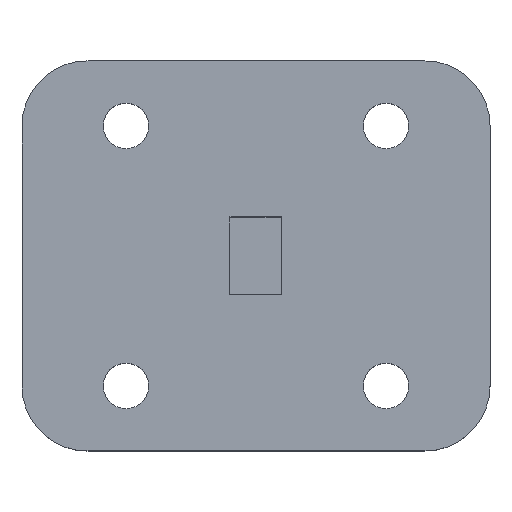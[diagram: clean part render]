
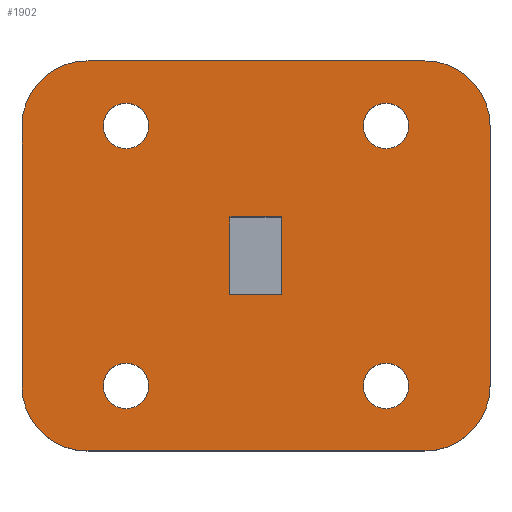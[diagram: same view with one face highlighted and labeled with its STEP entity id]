
A CAD part, top view. The second image highlights one B-rep face of the part: STEP entity #1902.
In plain terms, the highlighted planar face has unit normal (0, 0, 1).
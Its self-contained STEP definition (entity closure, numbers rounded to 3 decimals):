
#81=FACE_BOUND('',#225,.T.);
#82=FACE_BOUND('',#226,.T.);
#83=FACE_BOUND('',#227,.T.);
#84=FACE_BOUND('',#228,.T.);
#85=FACE_BOUND('',#229,.T.);
#112=FACE_OUTER_BOUND('',#224,.T.);
#224=EDGE_LOOP('',(#1284,#1285,#1286,#1287,#1288,#1289,#1290,#1291));
#225=EDGE_LOOP('',(#1292));
#226=EDGE_LOOP('',(#1293));
#227=EDGE_LOOP('',(#1294));
#228=EDGE_LOOP('',(#1295));
#229=EDGE_LOOP('',(#1296,#1297,#1298,#1299));
#367=LINE('',#2914,#524);
#368=LINE('',#2918,#525);
#369=LINE('',#2922,#526);
#370=LINE('',#2925,#527);
#371=LINE('',#2936,#528);
#372=LINE('',#2938,#529);
#373=LINE('',#2940,#530);
#374=LINE('',#2941,#531);
#524=VECTOR('',#2275,10.);
#525=VECTOR('',#2278,10.);
#526=VECTOR('',#2281,10.);
#527=VECTOR('',#2284,10.);
#528=VECTOR('',#2293,10.);
#529=VECTOR('',#2294,10.);
#530=VECTOR('',#2295,10.);
#531=VECTOR('',#2296,10.);
#681=CIRCLE('',#2030,5.);
#682=CIRCLE('',#2031,5.);
#683=CIRCLE('',#2032,5.);
#684=CIRCLE('',#2033,5.);
#685=CIRCLE('',#2034,1.75);
#686=CIRCLE('',#2035,1.75);
#687=CIRCLE('',#2036,1.75);
#688=CIRCLE('',#2037,1.75);
#809=VERTEX_POINT('',#2910);
#810=VERTEX_POINT('',#2911);
#811=VERTEX_POINT('',#2913);
#812=VERTEX_POINT('',#2915);
#813=VERTEX_POINT('',#2917);
#814=VERTEX_POINT('',#2919);
#815=VERTEX_POINT('',#2921);
#816=VERTEX_POINT('',#2923);
#817=VERTEX_POINT('',#2926);
#818=VERTEX_POINT('',#2928);
#819=VERTEX_POINT('',#2930);
#820=VERTEX_POINT('',#2932);
#821=VERTEX_POINT('',#2934);
#822=VERTEX_POINT('',#2935);
#823=VERTEX_POINT('',#2937);
#824=VERTEX_POINT('',#2939);
#999=EDGE_CURVE('',#809,#810,#681,.T.);
#1000=EDGE_CURVE('',#811,#809,#367,.T.);
#1001=EDGE_CURVE('',#812,#811,#682,.T.);
#1002=EDGE_CURVE('',#813,#812,#368,.T.);
#1003=EDGE_CURVE('',#814,#813,#683,.T.);
#1004=EDGE_CURVE('',#815,#814,#369,.T.);
#1005=EDGE_CURVE('',#816,#815,#684,.T.);
#1006=EDGE_CURVE('',#810,#816,#370,.T.);
#1007=EDGE_CURVE('',#817,#817,#685,.T.);
#1008=EDGE_CURVE('',#818,#818,#686,.T.);
#1009=EDGE_CURVE('',#819,#819,#687,.T.);
#1010=EDGE_CURVE('',#820,#820,#688,.T.);
#1011=EDGE_CURVE('',#821,#822,#371,.T.);
#1012=EDGE_CURVE('',#823,#821,#372,.T.);
#1013=EDGE_CURVE('',#824,#823,#373,.T.);
#1014=EDGE_CURVE('',#822,#824,#374,.T.);
#1284=ORIENTED_EDGE('',*,*,#999,.F.);
#1285=ORIENTED_EDGE('',*,*,#1000,.F.);
#1286=ORIENTED_EDGE('',*,*,#1001,.F.);
#1287=ORIENTED_EDGE('',*,*,#1002,.F.);
#1288=ORIENTED_EDGE('',*,*,#1003,.F.);
#1289=ORIENTED_EDGE('',*,*,#1004,.F.);
#1290=ORIENTED_EDGE('',*,*,#1005,.F.);
#1291=ORIENTED_EDGE('',*,*,#1006,.F.);
#1292=ORIENTED_EDGE('',*,*,#1007,.F.);
#1293=ORIENTED_EDGE('',*,*,#1008,.F.);
#1294=ORIENTED_EDGE('',*,*,#1009,.F.);
#1295=ORIENTED_EDGE('',*,*,#1010,.F.);
#1296=ORIENTED_EDGE('',*,*,#1011,.F.);
#1297=ORIENTED_EDGE('',*,*,#1012,.F.);
#1298=ORIENTED_EDGE('',*,*,#1013,.F.);
#1299=ORIENTED_EDGE('',*,*,#1014,.F.);
#1854=PLANE('',#2029);
#1902=ADVANCED_FACE('',(#112,#81,#82,#83,#84,#85),#1854,.T.);
#2029=AXIS2_PLACEMENT_3D('',#2909,#2271,#2272);
#2030=AXIS2_PLACEMENT_3D('',#2912,#2273,#2274);
#2031=AXIS2_PLACEMENT_3D('',#2916,#2276,#2277);
#2032=AXIS2_PLACEMENT_3D('',#2920,#2279,#2280);
#2033=AXIS2_PLACEMENT_3D('',#2924,#2282,#2283);
#2034=AXIS2_PLACEMENT_3D('',#2927,#2285,#2286);
#2035=AXIS2_PLACEMENT_3D('',#2929,#2287,#2288);
#2036=AXIS2_PLACEMENT_3D('',#2931,#2289,#2290);
#2037=AXIS2_PLACEMENT_3D('',#2933,#2291,#2292);
#2271=DIRECTION('center_axis',(0.,0.,1.));
#2272=DIRECTION('ref_axis',(1.,0.,0.));
#2273=DIRECTION('center_axis',(0.,0.,-1.));
#2274=DIRECTION('ref_axis',(0.707,-0.707,0.));
#2275=DIRECTION('',(0.,-1.,0.));
#2276=DIRECTION('center_axis',(0.,0.,-1.));
#2277=DIRECTION('ref_axis',(0.707,0.707,0.));
#2278=DIRECTION('',(1.,0.,0.));
#2279=DIRECTION('center_axis',(0.,0.,-1.));
#2280=DIRECTION('ref_axis',(-0.707,0.707,0.));
#2281=DIRECTION('',(0.,1.,0.));
#2282=DIRECTION('center_axis',(0.,0.,-1.));
#2283=DIRECTION('ref_axis',(-0.707,-0.707,0.));
#2284=DIRECTION('',(-1.,0.,0.));
#2285=DIRECTION('center_axis',(0.,0.,1.));
#2286=DIRECTION('ref_axis',(1.,0.,0.));
#2287=DIRECTION('center_axis',(0.,0.,1.));
#2288=DIRECTION('ref_axis',(1.,0.,0.));
#2289=DIRECTION('center_axis',(0.,0.,1.));
#2290=DIRECTION('ref_axis',(1.,0.,0.));
#2291=DIRECTION('center_axis',(0.,0.,1.));
#2292=DIRECTION('ref_axis',(1.,0.,0.));
#2293=DIRECTION('',(-1.,0.,0.));
#2294=DIRECTION('',(0.,1.,0.));
#2295=DIRECTION('',(1.,0.,0.));
#2296=DIRECTION('',(0.,-1.,0.));
#2909=CARTESIAN_POINT('Origin',(-27.392,4.01,3.));
#2910=CARTESIAN_POINT('',(-9.392,-5.99,3.));
#2911=CARTESIAN_POINT('',(-14.392,-10.99,3.));
#2912=CARTESIAN_POINT('Origin',(-14.392,-5.99,3.));
#2913=CARTESIAN_POINT('',(-9.392,14.01,3.));
#2914=CARTESIAN_POINT('',(-9.392,-3.49,3.));
#2915=CARTESIAN_POINT('',(-14.392,19.01,3.));
#2916=CARTESIAN_POINT('Origin',(-14.392,14.01,3.));
#2917=CARTESIAN_POINT('',(-40.392,19.01,3.));
#2918=CARTESIAN_POINT('',(-18.392,19.01,3.));
#2919=CARTESIAN_POINT('',(-45.392,14.01,3.));
#2920=CARTESIAN_POINT('Origin',(-40.392,14.01,3.));
#2921=CARTESIAN_POINT('',(-45.392,-5.99,3.));
#2922=CARTESIAN_POINT('',(-45.392,11.51,3.));
#2923=CARTESIAN_POINT('',(-40.392,-10.99,3.));
#2924=CARTESIAN_POINT('Origin',(-40.392,-5.99,3.));
#2925=CARTESIAN_POINT('',(-36.392,-10.99,3.));
#2926=CARTESIAN_POINT('',(-19.142,14.01,3.));
#2927=CARTESIAN_POINT('Origin',(-17.392,14.01,3.));
#2928=CARTESIAN_POINT('',(-19.142,-5.99,3.));
#2929=CARTESIAN_POINT('Origin',(-17.392,-5.99,3.));
#2930=CARTESIAN_POINT('',(-39.142,14.01,3.));
#2931=CARTESIAN_POINT('Origin',(-37.392,14.01,3.));
#2932=CARTESIAN_POINT('',(-39.142,-5.99,3.));
#2933=CARTESIAN_POINT('Origin',(-37.392,-5.99,3.));
#2934=CARTESIAN_POINT('',(-25.392,7.01,3.));
#2935=CARTESIAN_POINT('',(-29.392,7.01,3.));
#2936=CARTESIAN_POINT('',(-26.392,7.01,3.));
#2937=CARTESIAN_POINT('',(-25.392,1.01,3.));
#2938=CARTESIAN_POINT('',(-25.392,2.51,3.));
#2939=CARTESIAN_POINT('',(-29.392,1.01,3.));
#2940=CARTESIAN_POINT('',(-28.392,1.01,3.));
#2941=CARTESIAN_POINT('',(-29.392,5.51,3.));
